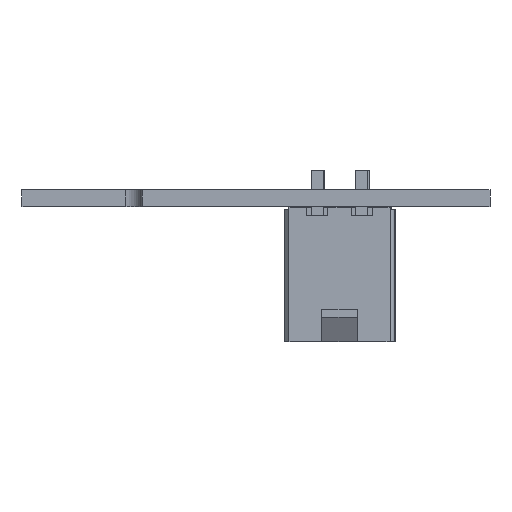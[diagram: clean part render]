
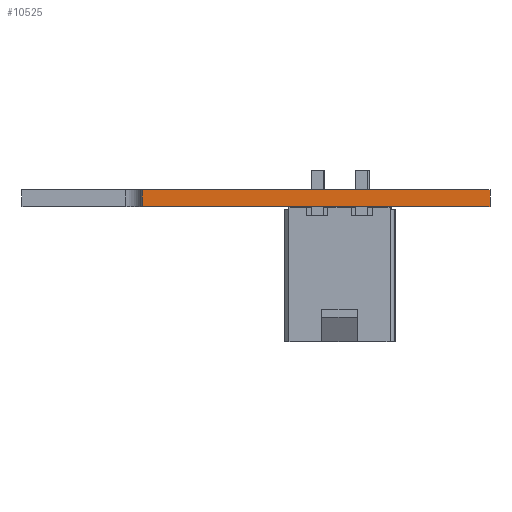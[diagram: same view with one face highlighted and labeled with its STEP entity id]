
A CAD part, front view. The second image highlights one B-rep face of the part: STEP entity #10525.
In plain terms, the highlighted planar face has unit normal (0, -1, 0).
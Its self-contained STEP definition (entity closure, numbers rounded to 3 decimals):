
#9204 = PLANE('',#9205);
#9205 = AXIS2_PLACEMENT_3D('',#9206,#9207,#9208);
#9206 = CARTESIAN_POINT('',(232.833,-74.282,1.6));
#9207 = DIRECTION('',(0.,0.,1.));
#9208 = DIRECTION('',(1.,0.,-0.));
#9258 = PLANE('',#9259);
#9259 = AXIS2_PLACEMENT_3D('',#9260,#9261,#9262);
#9260 = CARTESIAN_POINT('',(232.833,-74.282,0.));
#9261 = DIRECTION('',(0.,0.,1.));
#9262 = DIRECTION('',(1.,0.,-0.));
#9452 = VERTEX_POINT('',#9453);
#9453 = CARTESIAN_POINT('',(220.218,-116.332,0.));
#9467 = PLANE('',#9468);
#9468 = AXIS2_PLACEMENT_3D('',#9469,#9470,#9471);
#9469 = CARTESIAN_POINT('',(220.218,-53.15,0.));
#9470 = DIRECTION('',(1.,0.,0.));
#9471 = DIRECTION('',(0.,-1.,0.));
#9479 = EDGE_CURVE('',#9452,#9480,#9482,.T.);
#9480 = VERTEX_POINT('',#9481);
#9481 = CARTESIAN_POINT('',(253.238,-116.332,0.));
#9482 = SURFACE_CURVE('',#9483,(#9487,#9494),.PCURVE_S1.);
#9483 = LINE('',#9484,#9485);
#9484 = CARTESIAN_POINT('',(220.218,-116.332,0.));
#9485 = VECTOR('',#9486,1.);
#9486 = DIRECTION('',(1.,0.,0.));
#9487 = PCURVE('',#9258,#9488);
#9488 = DEFINITIONAL_REPRESENTATION('',(#9489),#9493);
#9489 = LINE('',#9490,#9491);
#9490 = CARTESIAN_POINT('',(-12.616,-42.05));
#9491 = VECTOR('',#9492,1.);
#9492 = DIRECTION('',(1.,0.));
#9493 = ( GEOMETRIC_REPRESENTATION_CONTEXT(2) 
PARAMETRIC_REPRESENTATION_CONTEXT() REPRESENTATION_CONTEXT('2D SPACE',''
  ) );
#9494 = PCURVE('',#9495,#9500);
#9495 = PLANE('',#9496);
#9496 = AXIS2_PLACEMENT_3D('',#9497,#9498,#9499);
#9497 = CARTESIAN_POINT('',(220.218,-116.332,0.));
#9498 = DIRECTION('',(0.,1.,0.));
#9499 = DIRECTION('',(1.,0.,0.));
#9500 = DEFINITIONAL_REPRESENTATION('',(#9501),#9505);
#9501 = LINE('',#9502,#9503);
#9502 = CARTESIAN_POINT('',(0.,0.));
#9503 = VECTOR('',#9504,1.);
#9504 = DIRECTION('',(1.,0.));
#9505 = ( GEOMETRIC_REPRESENTATION_CONTEXT(2) 
PARAMETRIC_REPRESENTATION_CONTEXT() REPRESENTATION_CONTEXT('2D SPACE',''
  ) );
#9523 = PLANE('',#9524);
#9524 = AXIS2_PLACEMENT_3D('',#9525,#9526,#9527);
#9525 = CARTESIAN_POINT('',(253.238,-116.332,0.));
#9526 = DIRECTION('',(-1.,0.,0.));
#9527 = DIRECTION('',(0.,1.,0.));
#9990 = VERTEX_POINT('',#9991);
#9991 = CARTESIAN_POINT('',(220.218,-116.332,1.6));
#10012 = EDGE_CURVE('',#9990,#10013,#10015,.T.);
#10013 = VERTEX_POINT('',#10014);
#10014 = CARTESIAN_POINT('',(253.238,-116.332,1.6));
#10015 = SURFACE_CURVE('',#10016,(#10020,#10027),.PCURVE_S1.);
#10016 = LINE('',#10017,#10018);
#10017 = CARTESIAN_POINT('',(220.218,-116.332,1.6));
#10018 = VECTOR('',#10019,1.);
#10019 = DIRECTION('',(1.,0.,0.));
#10020 = PCURVE('',#9204,#10021);
#10021 = DEFINITIONAL_REPRESENTATION('',(#10022),#10026);
#10022 = LINE('',#10023,#10024);
#10023 = CARTESIAN_POINT('',(-12.616,-42.05));
#10024 = VECTOR('',#10025,1.);
#10025 = DIRECTION('',(1.,0.));
#10026 = ( GEOMETRIC_REPRESENTATION_CONTEXT(2) 
PARAMETRIC_REPRESENTATION_CONTEXT() REPRESENTATION_CONTEXT('2D SPACE',''
  ) );
#10027 = PCURVE('',#9495,#10028);
#10028 = DEFINITIONAL_REPRESENTATION('',(#10029),#10033);
#10029 = LINE('',#10030,#10031);
#10030 = CARTESIAN_POINT('',(0.,-1.6));
#10031 = VECTOR('',#10032,1.);
#10032 = DIRECTION('',(1.,0.));
#10033 = ( GEOMETRIC_REPRESENTATION_CONTEXT(2) 
PARAMETRIC_REPRESENTATION_CONTEXT() REPRESENTATION_CONTEXT('2D SPACE',''
  ) );
#10475 = EDGE_CURVE('',#9480,#10013,#10476,.T.);
#10476 = SURFACE_CURVE('',#10477,(#10481,#10488),.PCURVE_S1.);
#10477 = LINE('',#10478,#10479);
#10478 = CARTESIAN_POINT('',(253.238,-116.332,0.));
#10479 = VECTOR('',#10480,1.);
#10480 = DIRECTION('',(0.,0.,1.));
#10481 = PCURVE('',#9523,#10482);
#10482 = DEFINITIONAL_REPRESENTATION('',(#10483),#10487);
#10483 = LINE('',#10484,#10485);
#10484 = CARTESIAN_POINT('',(0.,0.));
#10485 = VECTOR('',#10486,1.);
#10486 = DIRECTION('',(0.,-1.));
#10487 = ( GEOMETRIC_REPRESENTATION_CONTEXT(2) 
PARAMETRIC_REPRESENTATION_CONTEXT() REPRESENTATION_CONTEXT('2D SPACE',''
  ) );
#10488 = PCURVE('',#9495,#10489);
#10489 = DEFINITIONAL_REPRESENTATION('',(#10490),#10494);
#10490 = LINE('',#10491,#10492);
#10491 = CARTESIAN_POINT('',(33.02,0.));
#10492 = VECTOR('',#10493,1.);
#10493 = DIRECTION('',(0.,-1.));
#10494 = ( GEOMETRIC_REPRESENTATION_CONTEXT(2) 
PARAMETRIC_REPRESENTATION_CONTEXT() REPRESENTATION_CONTEXT('2D SPACE',''
  ) );
#10504 = EDGE_CURVE('',#9452,#9990,#10505,.T.);
#10505 = SURFACE_CURVE('',#10506,(#10510,#10517),.PCURVE_S1.);
#10506 = LINE('',#10507,#10508);
#10507 = CARTESIAN_POINT('',(220.218,-116.332,0.));
#10508 = VECTOR('',#10509,1.);
#10509 = DIRECTION('',(0.,0.,1.));
#10510 = PCURVE('',#9467,#10511);
#10511 = DEFINITIONAL_REPRESENTATION('',(#10512),#10516);
#10512 = LINE('',#10513,#10514);
#10513 = CARTESIAN_POINT('',(63.183,0.));
#10514 = VECTOR('',#10515,1.);
#10515 = DIRECTION('',(0.,-1.));
#10516 = ( GEOMETRIC_REPRESENTATION_CONTEXT(2) 
PARAMETRIC_REPRESENTATION_CONTEXT() REPRESENTATION_CONTEXT('2D SPACE',''
  ) );
#10517 = PCURVE('',#9495,#10518);
#10518 = DEFINITIONAL_REPRESENTATION('',(#10519),#10523);
#10519 = LINE('',#10520,#10521);
#10520 = CARTESIAN_POINT('',(0.,0.));
#10521 = VECTOR('',#10522,1.);
#10522 = DIRECTION('',(0.,-1.));
#10523 = ( GEOMETRIC_REPRESENTATION_CONTEXT(2) 
PARAMETRIC_REPRESENTATION_CONTEXT() REPRESENTATION_CONTEXT('2D SPACE',''
  ) );
#10525 = ADVANCED_FACE('',(#10526),#9495,.F.);
#10526 = FACE_BOUND('',#10527,.F.);
#10527 = EDGE_LOOP('',(#10528,#10529,#10530,#10531));
#10528 = ORIENTED_EDGE('',*,*,#10504,.T.);
#10529 = ORIENTED_EDGE('',*,*,#10012,.T.);
#10530 = ORIENTED_EDGE('',*,*,#10475,.F.);
#10531 = ORIENTED_EDGE('',*,*,#9479,.F.);
